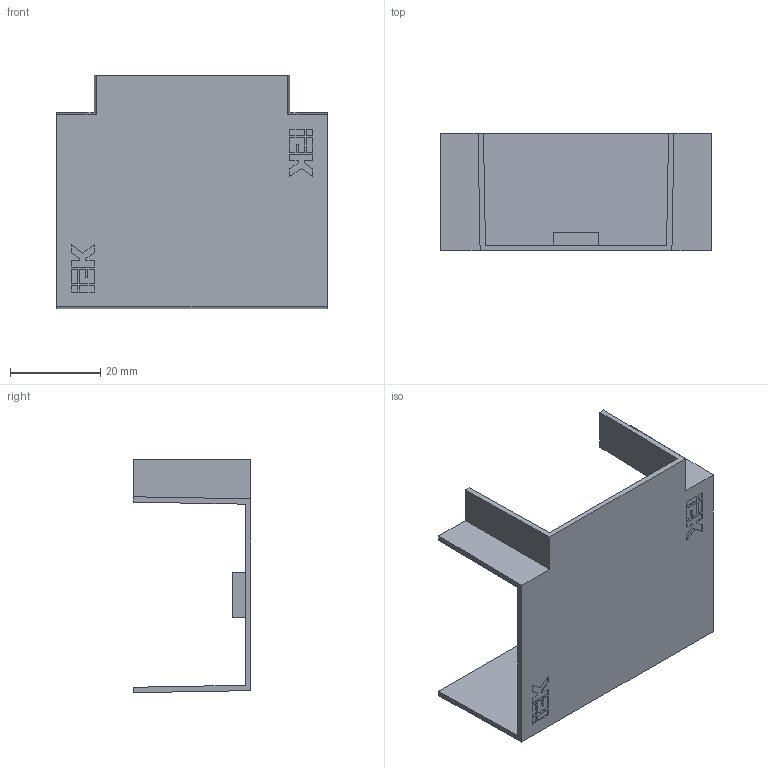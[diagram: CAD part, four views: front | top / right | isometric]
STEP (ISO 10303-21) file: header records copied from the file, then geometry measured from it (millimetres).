
FILE_DESCRIPTION (( 'STEP AP214' ), '1' );
FILE_NAME ('ÊÌÒ 40õ25_èçì.1.STEP', '2016-06-24T11:38:43', ( '' ), ( '' ), 'SwSTEP 2.0', 'SolidWorks 2014', '' );
FILE_SCHEMA (( 'AUTOMOTIVE_DESIGN' ));
Length unit declared in the file: millimetre
Products named in the file (1): ÊÌÒ 40õ25_èçì.1
Bounding box: 60 x 26 x 51.7 mm (x, y, z)
Volume: 6419.3 mm3; surface area: 11318.7 mm2
Topology: 1 solids, 1 shells, 286 faces, 786 edges, 524 vertices
Faces by surface type: plane 190, bspline 93, cylinder 3
Entity records: 11428 total; most frequent: CARTESIAN_POINT 4746, ORIENTED_EDGE 1572, DIRECTION 994, EDGE_CURVE 786, LINE 594, VECTOR 594, VERTEX_POINT 524, EDGE_LOOP 308
